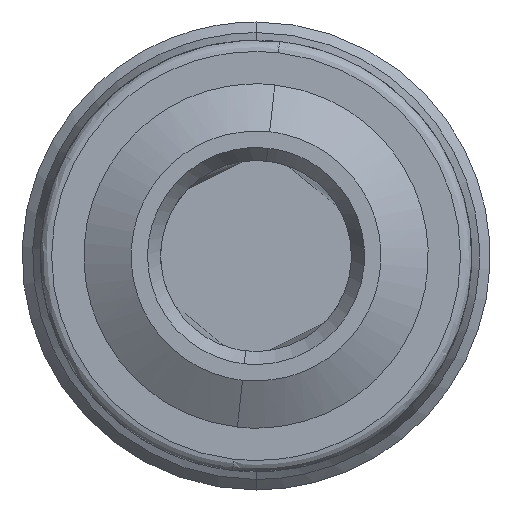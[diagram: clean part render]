
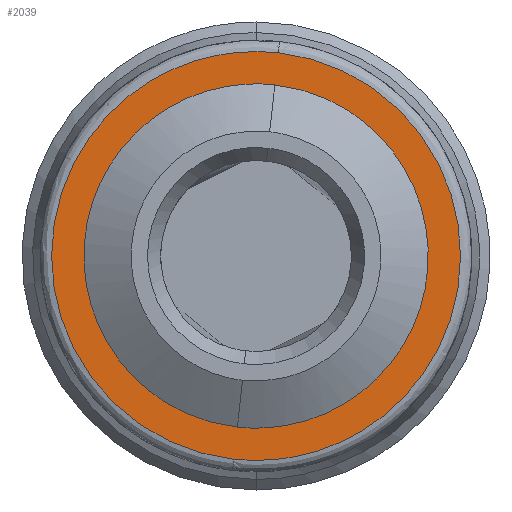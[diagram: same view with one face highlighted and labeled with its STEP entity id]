
A CAD part, front view. The second image highlights one B-rep face of the part: STEP entity #2039.
In plain terms, the highlighted free-form (B-spline) face has degree [1, 1] with [2, 2] control points.
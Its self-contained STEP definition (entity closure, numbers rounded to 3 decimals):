
#14 = CARTESIAN_POINT ( 'NONE',  ( 5.022, -2.8, 4.032 ) ) ;
#26 = ORIENTED_EDGE ( 'NONE', *, *, #3472, .T. ) ;
#165 = CARTESIAN_POINT ( 'NONE',  ( -2.644, -2.8, -2.76 ) ) ;
#174 =( BOUNDED_CURVE ( )  B_SPLINE_CURVE ( 3, ( #2881, #1534, #1280, #3415 ),
 .UNSPECIFIED., .F., .T. ) 
 B_SPLINE_CURVE_WITH_KNOTS ( ( 4, 4 ),
 ( 0., 3.142 ),
 .UNSPECIFIED. ) 
 CURVE ( )  GEOMETRIC_REPRESENTATION_ITEM ( )  RATIONAL_B_SPLINE_CURVE ( ( 0.957, 0.319, 0.319, 0.957 ) ) 
 REPRESENTATION_ITEM ( '' )  );
#237 = CARTESIAN_POINT ( 'NONE',  ( 2.259, -2.8, 3.083 ) ) ;
#299 = CARTESIAN_POINT ( 'NONE',  ( -0.412, -2.8, -3.767 ) ) ;
#398 = CARTESIAN_POINT ( 'NONE',  ( -3.713, -2.8, 0.907 ) ) ;
#437 = CARTESIAN_POINT ( 'NONE',  ( -3.821, -2.8, -0.082 ) ) ;
#461 = CARTESIAN_POINT ( 'NONE',  ( 0.082, -2.8, -3.821 ) ) ;
#466 = ORIENTED_EDGE ( 'NONE', *, *, #3344, .T. ) ;
#513 = EDGE_LOOP ( 'NONE', ( #2876, #1838 ) ) ;
#629 = CARTESIAN_POINT ( 'NONE',  ( -0.49, -2.8, -4.473 ) ) ;
#671 = CARTESIAN_POINT ( 'NONE',  ( -1.984, -2.8, 3.266 ) ) ;
#676 = B_SPLINE_CURVE_WITH_KNOTS ( 'NONE', 3,
 ( #3332, #3080, #1249, #2563, #165, #2552, #1768, #1499, #437, #398, #1754, #2017, #2311, #671, #3124, #2571, #3093, #3105 ),
 .UNSPECIFIED., .F., .F.,
 ( 4, 2, 2, 2, 2, 2, 2, 2, 4 ),
 ( 0., 0.393, 0.785, 1.178, 1.571, 1.963, 2.356, 2.749, 3.142 ),
 .UNSPECIFIED. ) ;
#763 = CARTESIAN_POINT ( 'NONE',  ( 1.538, -2.8, -3.498 ) ) ;
#893 = CARTESIAN_POINT ( 'NONE',  ( 0.49, -2.8, 4.473 ) ) ;
#937 = CARTESIAN_POINT ( 'NONE',  ( 8.457, -2.8, -5.452 ) ) ;
#953 = VERTEX_POINT ( 'NONE', #3265 ) ;
#1003 = CARTESIAN_POINT ( 'NONE',  ( 3.266, -2.8, 1.984 ) ) ;
#1033 =( BOUNDED_CURVE ( )  B_SPLINE_CURVE ( 3, ( #893, #3046, #937, #629 ),
 .UNSPECIFIED., .F., .T. ) 
 B_SPLINE_CURVE_WITH_KNOTS ( ( 4, 4 ),
 ( 0., 3.142 ),
 .UNSPECIFIED. ) 
 CURVE ( )  GEOMETRIC_REPRESENTATION_ITEM ( )  RATIONAL_B_SPLINE_CURVE ( ( 0.957, 0.319, 0.319, 0.957 ) ) 
 REPRESENTATION_ITEM ( '' )  );
#1060 = CARTESIAN_POINT ( 'NONE',  ( -5.022, -2.8, -4.032 ) ) ;
#1069 = VERTEX_POINT ( 'NONE', #2251 ) ;
#1088 = EDGE_LOOP ( 'NONE', ( #466, #26 ) ) ;
#1203 = B_SPLINE_CURVE_WITH_KNOTS ( 'NONE', 3,
 ( #3450, #3464, #2877, #237, #1803, #1003, #2114, #2391, #2889, #2345, #3137, #2929, #1557, #3424, #763, #1814, #461, #299 ),
 .UNSPECIFIED., .F., .F.,
 ( 4, 2, 2, 2, 2, 2, 2, 2, 4 ),
 ( 0., 0.393, 0.785, 1.178, 1.571, 1.963, 2.356, 2.749, 3.142 ),
 .UNSPECIFIED. ) ;
#1249 = CARTESIAN_POINT ( 'NONE',  ( -1.386, -2.8, -3.562 ) ) ;
#1280 = CARTESIAN_POINT ( 'NONE',  ( -8.457, -2.8, 5.452 ) ) ;
#1322 = VERTEX_POINT ( 'NONE', #1698 ) ;
#1346 = CARTESIAN_POINT ( 'NONE',  ( 4.032, -2.8, -5.022 ) ) ;
#1499 = CARTESIAN_POINT ( 'NONE',  ( -3.777, -2.8, -0.583 ) ) ;
#1534 = CARTESIAN_POINT ( 'NONE',  ( -9.436, -2.8, -3.494 ) ) ;
#1557 = CARTESIAN_POINT ( 'NONE',  ( 2.76, -2.8, -2.644 ) ) ;
#1562 = FACE_BOUND ( 'NONE', #1088, .T. ) ;
#1610 = CARTESIAN_POINT ( 'NONE',  ( 0.49, -2.8, 4.473 ) ) ;
#1698 = CARTESIAN_POINT ( 'NONE',  ( -0.49, -2.8, -4.473 ) ) ;
#1754 = CARTESIAN_POINT ( 'NONE',  ( -3.562, -2.8, 1.386 ) ) ;
#1768 = CARTESIAN_POINT ( 'NONE',  ( -3.498, -2.8, -1.538 ) ) ;
#1803 = CARTESIAN_POINT ( 'NONE',  ( 2.644, -2.8, 2.76 ) ) ;
#1814 = CARTESIAN_POINT ( 'NONE',  ( 0.583, -2.8, -3.777 ) ) ;
#1838 = ORIENTED_EDGE ( 'NONE', *, *, #1900, .F. ) ;
#1900 = EDGE_CURVE ( 'NONE', #2041, #1322, #1033, .T. ) ;
#2017 = CARTESIAN_POINT ( 'NONE',  ( -3.083, -2.8, 2.259 ) ) ;
#2039 = ADVANCED_FACE ( 'NONE', ( #1562, #2772 ), #2213, .T. ) ;
#2041 = VERTEX_POINT ( 'NONE', #1610 ) ;
#2114 = CARTESIAN_POINT ( 'NONE',  ( 3.498, -2.8, 1.538 ) ) ;
#2213 = B_SPLINE_SURFACE_WITH_KNOTS ( 'NONE', 1, 1, ( 
 ( #1346, #1060 ),
 ( #14, #2393 ) ),
 .UNSPECIFIED., .F., .F., .F.,
 ( 2, 2 ),
 ( 2, 2 ),
 ( 0., 1. ),
 ( 0., 1. ),
 .UNSPECIFIED. ) ;
#2251 = CARTESIAN_POINT ( 'NONE',  ( 0.412, -2.8, 3.767 ) ) ;
#2311 = CARTESIAN_POINT ( 'NONE',  ( -2.76, -2.8, 2.644 ) ) ;
#2345 = CARTESIAN_POINT ( 'NONE',  ( 3.713, -2.8, -0.907 ) ) ;
#2391 = CARTESIAN_POINT ( 'NONE',  ( 3.777, -2.8, 0.583 ) ) ;
#2393 = CARTESIAN_POINT ( 'NONE',  ( -4.032, -2.8, 5.022 ) ) ;
#2552 = CARTESIAN_POINT ( 'NONE',  ( -3.266, -2.8, -1.984 ) ) ;
#2563 = CARTESIAN_POINT ( 'NONE',  ( -2.259, -2.8, -3.083 ) ) ;
#2571 = CARTESIAN_POINT ( 'NONE',  ( -0.583, -2.8, 3.777 ) ) ;
#2772 = FACE_OUTER_BOUND ( 'NONE', #513, .T. ) ;
#2876 = ORIENTED_EDGE ( 'NONE', *, *, #3111, .F. ) ;
#2877 = CARTESIAN_POINT ( 'NONE',  ( 1.386, -2.8, 3.562 ) ) ;
#2881 = CARTESIAN_POINT ( 'NONE',  ( -0.49, -2.8, -4.473 ) ) ;
#2889 = CARTESIAN_POINT ( 'NONE',  ( 3.821, -2.8, 0.082 ) ) ;
#2929 = CARTESIAN_POINT ( 'NONE',  ( 3.083, -2.8, -2.259 ) ) ;
#3046 = CARTESIAN_POINT ( 'NONE',  ( 9.436, -2.8, 3.494 ) ) ;
#3080 = CARTESIAN_POINT ( 'NONE',  ( -0.907, -2.8, -3.713 ) ) ;
#3093 = CARTESIAN_POINT ( 'NONE',  ( -0.082, -2.8, 3.821 ) ) ;
#3105 = CARTESIAN_POINT ( 'NONE',  ( 0.412, -2.8, 3.767 ) ) ;
#3111 = EDGE_CURVE ( 'NONE', #1322, #2041, #174, .T. ) ;
#3124 = CARTESIAN_POINT ( 'NONE',  ( -1.538, -2.8, 3.498 ) ) ;
#3137 = CARTESIAN_POINT ( 'NONE',  ( 3.562, -2.8, -1.386 ) ) ;
#3265 = CARTESIAN_POINT ( 'NONE',  ( -0.412, -2.8, -3.767 ) ) ;
#3332 = CARTESIAN_POINT ( 'NONE',  ( -0.412, -2.8, -3.767 ) ) ;
#3344 = EDGE_CURVE ( 'NONE', #953, #1069, #676, .T. ) ;
#3415 = CARTESIAN_POINT ( 'NONE',  ( 0.49, -2.8, 4.473 ) ) ;
#3424 = CARTESIAN_POINT ( 'NONE',  ( 1.984, -2.8, -3.266 ) ) ;
#3450 = CARTESIAN_POINT ( 'NONE',  ( 0.412, -2.8, 3.767 ) ) ;
#3464 = CARTESIAN_POINT ( 'NONE',  ( 0.907, -2.8, 3.713 ) ) ;
#3472 = EDGE_CURVE ( 'NONE', #1069, #953, #1203, .T. ) ;
